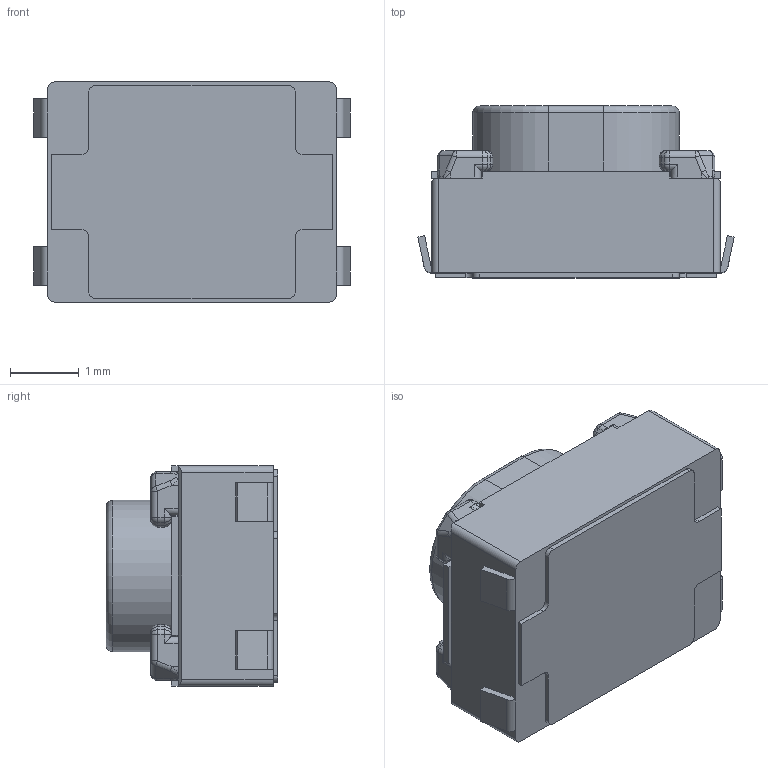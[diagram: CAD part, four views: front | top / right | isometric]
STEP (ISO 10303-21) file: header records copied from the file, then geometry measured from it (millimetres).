
FILE_DESCRIPTION(('STEP AP242'),'1');
FILE_NAME('skrpabe010.stp','2021-02-08T15:00:07',('TraceParts'),('TraceParts S.A.'),'Spatial InterOp 3D',' ',' ');
FILE_SCHEMA(('AP242_MANAGED_MODEL_BASED_3D_ENGINEERING_MIM_LF {1 0 10303 442 1 1 4}'));
Length unit declared in the file: millimetre
Products named in the file (1): skrpabe010
Bounding box: 4.6 x 2.5 x 3.2 mm (x, y, z)
Volume: 26.3 mm3; surface area: 66.1 mm2
Topology: 1 solids, 1 shells, 307 faces, 794 edges, 432 vertices
Faces by surface type: cylinder 136, plane 105, sphere 48, bspline 16, torus 2
Entity records: 9583 total; most frequent: CARTESIAN_POINT 1786, DIRECTION 1568, ORIENTED_EDGE 1476, EDGE_CURVE 738, AXIS2_PLACEMENT_3D 574, VERTEX_POINT 432, LINE 420, VECTOR 420
